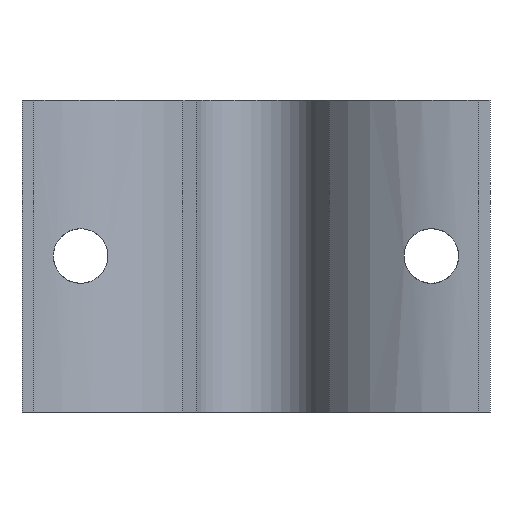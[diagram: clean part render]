
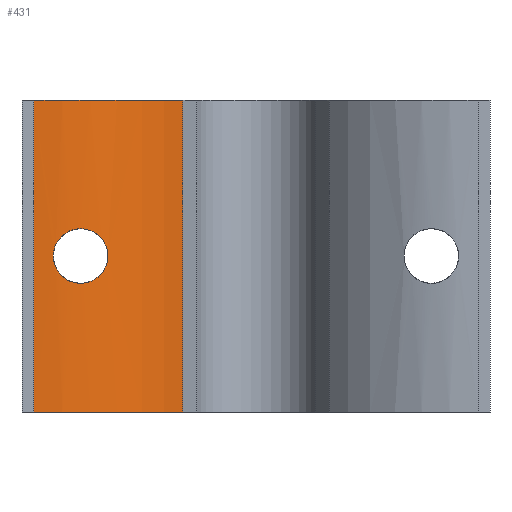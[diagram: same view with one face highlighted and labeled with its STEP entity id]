
A CAD part, front view. The second image highlights one B-rep face of the part: STEP entity #431.
In plain terms, the highlighted cylindrical face has radius 12 mm (diameter 24 mm), a partial arc.
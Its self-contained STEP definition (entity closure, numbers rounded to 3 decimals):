
#17=CYLINDRICAL_SURFACE('',#471,12.);
#30=FACE_BOUND('',#83,.T.);
#38=CIRCLE('',#472,12.);
#39=CIRCLE('',#473,12.);
#57=FACE_OUTER_BOUND('',#82,.T.);
#82=EDGE_LOOP('',(#321,#322,#323,#324));
#83=EDGE_LOOP('',(#325,#326));
#110=B_SPLINE_CURVE_WITH_KNOTS('',3,(#1363,#1364,#1365,#1366,#1367,#1368,
#1369,#1370,#1371,#1372,#1373,#1374,#1375,#1376,#1377,#1378,#1379,#1380),
 .UNSPECIFIED.,.F.,.F.,(4,2,2,2,2,2,2,2,4),(0.,0.066,0.132,
0.202,0.271,0.338,0.406,
0.471,0.537),.UNSPECIFIED.);
#111=B_SPLINE_CURVE_WITH_KNOTS('',3,(#1381,#1382,#1383,#1384,#1385,#1386,
#1387,#1388,#1389,#1390,#1391,#1392,#1393,#1394,#1395,#1396,#1397,#1398),
 .UNSPECIFIED.,.F.,.F.,(4,2,2,2,2,2,2,2,4),(0.537,0.603,
0.669,0.736,0.803,0.873,
0.942,1.008,1.074),.UNSPECIFIED.);
#122=LINE('',#1357,#155);
#123=LINE('',#1360,#156);
#155=VECTOR('',#534,12.);
#156=VECTOR('',#537,10.);
#199=VERTEX_POINT('',#1353);
#200=VERTEX_POINT('',#1354);
#201=VERTEX_POINT('',#1356);
#202=VERTEX_POINT('',#1358);
#203=VERTEX_POINT('',#1361);
#204=VERTEX_POINT('',#1362);
#247=EDGE_CURVE('',#199,#200,#38,.T.);
#248=EDGE_CURVE('',#200,#201,#122,.T.);
#249=EDGE_CURVE('',#201,#202,#39,.T.);
#250=EDGE_CURVE('',#202,#199,#123,.T.);
#251=EDGE_CURVE('',#203,#204,#110,.T.);
#252=EDGE_CURVE('',#204,#203,#111,.T.);
#321=ORIENTED_EDGE('',*,*,#247,.T.);
#322=ORIENTED_EDGE('',*,*,#248,.T.);
#323=ORIENTED_EDGE('',*,*,#249,.T.);
#324=ORIENTED_EDGE('',*,*,#250,.T.);
#325=ORIENTED_EDGE('',*,*,#251,.T.);
#326=ORIENTED_EDGE('',*,*,#252,.T.);
#431=ADVANCED_FACE('',(#57,#30),#17,.T.);
#471=AXIS2_PLACEMENT_3D('',#1352,#530,#531);
#472=AXIS2_PLACEMENT_3D('',#1355,#532,#533);
#473=AXIS2_PLACEMENT_3D('',#1359,#535,#536);
#530=DIRECTION('center_axis',(0.,0.,-1.));
#531=DIRECTION('ref_axis',(0.797,-0.604,0.));
#532=DIRECTION('center_axis',(0.,0.,-1.));
#533=DIRECTION('ref_axis',(0.797,-0.604,0.));
#534=DIRECTION('',(0.,0.,-1.));
#535=DIRECTION('center_axis',(0.,0.,1.));
#536=DIRECTION('ref_axis',(0.797,-0.604,0.));
#537=DIRECTION('',(0.,0.,1.));
#1352=CARTESIAN_POINT('Origin',(-14.246,17.,0.));
#1353=CARTESIAN_POINT('',(-4.684,9.75,20.));
#1354=CARTESIAN_POINT('',(-14.246,5.,20.));
#1355=CARTESIAN_POINT('Origin',(-14.246,17.,20.));
#1356=CARTESIAN_POINT('',(-14.246,5.,0.));
#1357=CARTESIAN_POINT('',(-14.246,5.,0.));
#1358=CARTESIAN_POINT('',(-4.684,9.75,0.));
#1359=CARTESIAN_POINT('Origin',(-14.246,17.,0.));
#1360=CARTESIAN_POINT('',(-4.684,9.75,0.));
#1361=CARTESIAN_POINT('',(-9.492,5.982,10.));
#1362=CARTESIAN_POINT('',(-12.992,5.066,10.));
#1363=CARTESIAN_POINT('Ctrl Pts',(-9.492,5.982,10.));
#1364=CARTESIAN_POINT('Ctrl Pts',(-9.492,5.982,9.78));
#1365=CARTESIAN_POINT('Ctrl Pts',(-9.536,5.963,9.547));
#1366=CARTESIAN_POINT('Ctrl Pts',(-9.711,5.889,9.12));
#1367=CARTESIAN_POINT('Ctrl Pts',(-9.843,5.836,8.927));
#1368=CARTESIAN_POINT('Ctrl Pts',(-10.148,5.72,8.616));
#1369=CARTESIAN_POINT('Ctrl Pts',(-10.346,5.649,8.478));
#1370=CARTESIAN_POINT('Ctrl Pts',(-10.781,5.509,8.295));
#1371=CARTESIAN_POINT('Ctrl Pts',(-11.018,5.44,8.25));
#1372=CARTESIAN_POINT('Ctrl Pts',(-11.459,5.326,8.25));
#1373=CARTESIAN_POINT('Ctrl Pts',(-11.693,5.273,8.293));
#1374=CARTESIAN_POINT('Ctrl Pts',(-12.126,5.187,8.472));
#1375=CARTESIAN_POINT('Ctrl Pts',(-12.325,5.154,8.608));
#1376=CARTESIAN_POINT('Ctrl Pts',(-12.636,5.107,8.92));
#1377=CARTESIAN_POINT('Ctrl Pts',(-12.77,5.091,9.117));
#1378=CARTESIAN_POINT('Ctrl Pts',(-12.948,5.07,9.547));
#1379=CARTESIAN_POINT('Ctrl Pts',(-12.992,5.066,9.781));
#1380=CARTESIAN_POINT('Ctrl Pts',(-12.992,5.066,10.));
#1381=CARTESIAN_POINT('Ctrl Pts',(-12.992,5.066,10.));
#1382=CARTESIAN_POINT('Ctrl Pts',(-12.992,5.066,10.219));
#1383=CARTESIAN_POINT('Ctrl Pts',(-12.948,5.07,10.453));
#1384=CARTESIAN_POINT('Ctrl Pts',(-12.77,5.091,10.883));
#1385=CARTESIAN_POINT('Ctrl Pts',(-12.636,5.107,11.08));
#1386=CARTESIAN_POINT('Ctrl Pts',(-12.325,5.154,11.392));
#1387=CARTESIAN_POINT('Ctrl Pts',(-12.126,5.187,11.528));
#1388=CARTESIAN_POINT('Ctrl Pts',(-11.693,5.273,11.707));
#1389=CARTESIAN_POINT('Ctrl Pts',(-11.459,5.326,11.75));
#1390=CARTESIAN_POINT('Ctrl Pts',(-11.018,5.44,11.75));
#1391=CARTESIAN_POINT('Ctrl Pts',(-10.781,5.509,11.705));
#1392=CARTESIAN_POINT('Ctrl Pts',(-10.346,5.649,11.522));
#1393=CARTESIAN_POINT('Ctrl Pts',(-10.148,5.72,11.384));
#1394=CARTESIAN_POINT('Ctrl Pts',(-9.843,5.836,11.073));
#1395=CARTESIAN_POINT('Ctrl Pts',(-9.711,5.889,10.88));
#1396=CARTESIAN_POINT('Ctrl Pts',(-9.536,5.963,10.453));
#1397=CARTESIAN_POINT('Ctrl Pts',(-9.492,5.982,10.22));
#1398=CARTESIAN_POINT('Ctrl Pts',(-9.492,5.982,10.));
